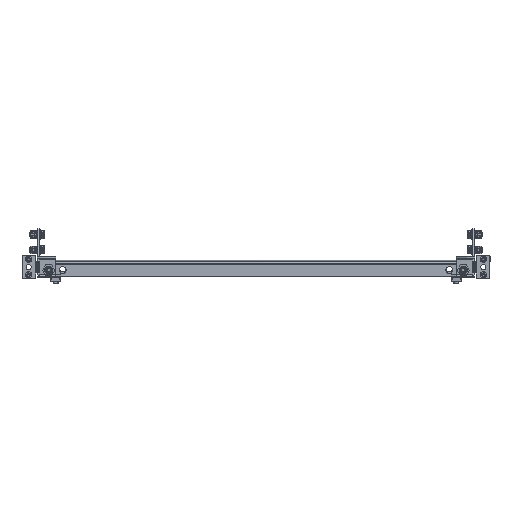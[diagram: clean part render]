
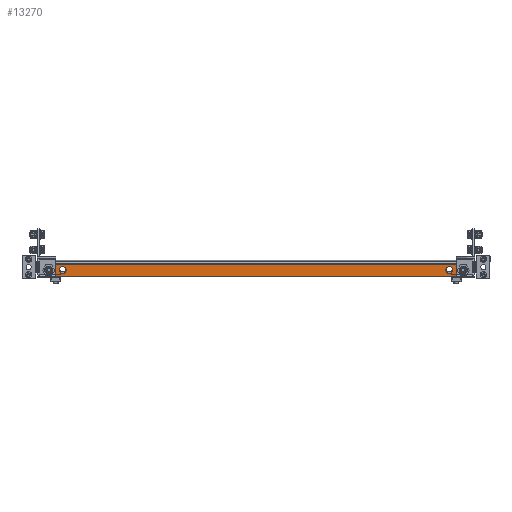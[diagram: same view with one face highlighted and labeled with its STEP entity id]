
A CAD part, front view. The second image highlights one B-rep face of the part: STEP entity #13270.
In plain terms, the highlighted planar face has unit normal (0, -1, -0.002).
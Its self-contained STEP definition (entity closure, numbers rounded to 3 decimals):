
#223 = VERTEX_POINT ( 'NONE', #9599 ) ;
#339 = EDGE_LOOP ( 'NONE', ( #16463, #3942 ) ) ;
#347 = CARTESIAN_POINT ( 'NONE',  ( 347.146, -648., -16. ) ) ;
#362 = EDGE_CURVE ( 'NONE', #16411, #7007, #3694, .T. ) ;
#443 = DIRECTION ( 'NONE',  ( 0., 0., -1. ) ) ;
#710 = CARTESIAN_POINT ( 'NONE',  ( -312.5, -648., -11.5 ) ) ;
#728 = DIRECTION ( 'NONE',  ( 0., 0., -1. ) ) ;
#756 = DIRECTION ( 'NONE',  ( 0., 0., -1. ) ) ;
#768 = DIRECTION ( 'NONE',  ( 1., 0., 0. ) ) ;
#788 = CARTESIAN_POINT ( 'NONE',  ( -349.5, -648., 0. ) ) ;
#862 = CARTESIAN_POINT ( 'NONE',  ( -335., -648., -11.5 ) ) ;
#1120 = EDGE_CURVE ( 'NONE', #12425, #17612, #19658, .T. ) ;
#1315 = VECTOR ( 'NONE', #768, 1000. ) ;
#1362 = DIRECTION ( 'NONE',  ( 0., 1., 0. ) ) ;
#1523 = DIRECTION ( 'NONE',  ( 0., 0., -1. ) ) ;
#1580 = CARTESIAN_POINT ( 'NONE',  ( 312.5, -648., -11.5 ) ) ;
#1743 = CIRCLE ( 'NONE', #11744, 5.5 ) ;
#1895 = CARTESIAN_POINT ( 'NONE',  ( 335., -648., -11.5 ) ) ;
#1904 = CARTESIAN_POINT ( 'NONE',  ( -349.5, -648., -21. ) ) ;
#2046 = ORIENTED_EDGE ( 'NONE', *, *, #19838, .F. ) ;
#2669 = ORIENTED_EDGE ( 'NONE', *, *, #362, .F. ) ;
#2703 = VERTEX_POINT ( 'NONE', #18318 ) ;
#2826 = DIRECTION ( 'NONE',  ( 0., 0., -1. ) ) ;
#3172 = EDGE_CURVE ( 'NONE', #16293, #20619, #15695, .T. ) ;
#3186 = VECTOR ( 'NONE', #2826, 1000. ) ;
#3389 = CIRCLE ( 'NONE', #9978, 5.5 ) ;
#3559 = CARTESIAN_POINT ( 'NONE',  ( 312.5, -648., -17. ) ) ;
#3663 = AXIS2_PLACEMENT_3D ( 'NONE', #14243, #5971, #15741 ) ;
#3694 = CIRCLE ( 'NONE', #9234, 5.5 ) ;
#3942 = ORIENTED_EDGE ( 'NONE', *, *, #3172, .F. ) ;
#4058 = DIRECTION ( 'NONE',  ( 0., 0., 1. ) ) ;
#4381 = DIRECTION ( 'NONE',  ( 0., -1., 0. ) ) ;
#4640 = VERTEX_POINT ( 'NONE', #3559 ) ;
#4853 = CARTESIAN_POINT ( 'NONE',  ( 312.5, -648., -11.5 ) ) ;
#5070 = EDGE_LOOP ( 'NONE', ( #6415, #7257, #6436, #2046, #16599, #17009 ) ) ;
#5343 = DIRECTION ( 'NONE',  ( 0., 0., -1. ) ) ;
#5384 = ORIENTED_EDGE ( 'NONE', *, *, #18675, .F. ) ;
#5476 = DIRECTION ( 'NONE',  ( 0., 0., -1. ) ) ;
#5601 = EDGE_CURVE ( 'NONE', #20619, #16293, #11538, .T. ) ;
#5971 = DIRECTION ( 'NONE',  ( 0., -1., 0. ) ) ;
#6415 = ORIENTED_EDGE ( 'NONE', *, *, #15060, .T. ) ;
#6436 = ORIENTED_EDGE ( 'NONE', *, *, #1120, .F. ) ;
#6823 = FACE_OUTER_BOUND ( 'NONE', #5070, .T. ) ;
#6966 = DIRECTION ( 'NONE',  ( 0., 0., -1. ) ) ;
#7007 = VERTEX_POINT ( 'NONE', #9460 ) ;
#7056 = ORIENTED_EDGE ( 'NONE', *, *, #8026, .T. ) ;
#7240 = CARTESIAN_POINT ( 'NONE',  ( 335., -648., -6. ) ) ;
#7257 = ORIENTED_EDGE ( 'NONE', *, *, #8946, .T. ) ;
#7357 = CARTESIAN_POINT ( 'NONE',  ( 312.5, -648., -6. ) ) ;
#7491 = DIRECTION ( 'NONE',  ( 0., 0., 1. ) ) ;
#7634 = CARTESIAN_POINT ( 'NONE',  ( -312.5, -648., -17. ) ) ;
#7721 = CIRCLE ( 'NONE', #15338, 5.5 ) ;
#7897 = EDGE_LOOP ( 'NONE', ( #5384, #2669 ) ) ;
#8026 = EDGE_CURVE ( 'NONE', #16860, #2703, #9821, .T. ) ;
#8269 = VERTEX_POINT ( 'NONE', #11084 ) ;
#8587 = VERTEX_POINT ( 'NONE', #15329 ) ;
#8844 = DIRECTION ( 'NONE',  ( 0., 0., -1. ) ) ;
#8910 = CARTESIAN_POINT ( 'NONE',  ( -312.5, -648., -11.5 ) ) ;
#8946 = EDGE_CURVE ( 'NONE', #8269, #17612, #14582, .T. ) ;
#9100 = DIRECTION ( 'NONE',  ( 0., 1., 0. ) ) ;
#9234 = AXIS2_PLACEMENT_3D ( 'NONE', #862, #15184, #5476 ) ;
#9460 = CARTESIAN_POINT ( 'NONE',  ( -335., -648., -17. ) ) ;
#9599 = CARTESIAN_POINT ( 'NONE',  ( -347.146, -648., -2. ) ) ;
#9685 = AXIS2_PLACEMENT_3D ( 'NONE', #8910, #15662, #8844 ) ;
#9821 = CIRCLE ( 'NONE', #20082, 5.5 ) ;
#9978 = AXIS2_PLACEMENT_3D ( 'NONE', #1895, #18035, #6966 ) ;
#10067 = EDGE_CURVE ( 'NONE', #14676, #4640, #7721, .T. ) ;
#10147 = CARTESIAN_POINT ( 'NONE',  ( -347.146, -648., 0. ) ) ;
#10552 = CARTESIAN_POINT ( 'NONE',  ( -312.5, -648., -6. ) ) ;
#10714 = CARTESIAN_POINT ( 'NONE',  ( 347.146, -648., 0. ) ) ;
#11084 = CARTESIAN_POINT ( 'NONE',  ( 342.146, -648., -21. ) ) ;
#11103 = EDGE_CURVE ( 'NONE', #19604, #8587, #12756, .T. ) ;
#11538 = CIRCLE ( 'NONE', #18842, 5.5 ) ;
#11562 = CARTESIAN_POINT ( 'NONE',  ( 347.146, -648., -2. ) ) ;
#11735 = CIRCLE ( 'NONE', #19244, 5.5 ) ;
#11744 = AXIS2_PLACEMENT_3D ( 'NONE', #1580, #1362, #14298 ) ;
#12425 = VERTEX_POINT ( 'NONE', #11562 ) ;
#12429 = CARTESIAN_POINT ( 'NONE',  ( -342.146, -648., -16. ) ) ;
#12691 = FACE_BOUND ( 'NONE', #7897, .T. ) ;
#12756 = CIRCLE ( 'NONE', #17411, 5. ) ;
#13270 = ADVANCED_FACE ( 'NONE', ( #19286, #15461, #12691, #19815, #6823 ), #13527, .F. ) ;
#13339 = ORIENTED_EDGE ( 'NONE', *, *, #18645, .T. ) ;
#13527 = PLANE ( 'NONE',  #15001 ) ;
#13641 = VECTOR ( 'NONE', #443, 1000. ) ;
#14167 = LINE ( 'NONE', #1904, #19778 ) ;
#14243 = CARTESIAN_POINT ( 'NONE',  ( 342.146, -648., -16. ) ) ;
#14298 = DIRECTION ( 'NONE',  ( 0., 0., -1. ) ) ;
#14582 = CIRCLE ( 'NONE', #3663, 5. ) ;
#14650 = DIRECTION ( 'NONE',  ( 0., 1., 0. ) ) ;
#14676 = VERTEX_POINT ( 'NONE', #7357 ) ;
#14712 = ORIENTED_EDGE ( 'NONE', *, *, #10067, .T. ) ;
#15001 = AXIS2_PLACEMENT_3D ( 'NONE', #788, #20024, #4058 ) ;
#15021 = CARTESIAN_POINT ( 'NONE',  ( 349.5, -648., -2. ) ) ;
#15060 = EDGE_CURVE ( 'NONE', #8587, #8269, #14167, .T. ) ;
#15100 = CARTESIAN_POINT ( 'NONE',  ( -347.146, -648., -16. ) ) ;
#15118 = EDGE_CURVE ( 'NONE', #223, #19604, #17986, .T. ) ;
#15184 = DIRECTION ( 'NONE',  ( 0., -1., 0. ) ) ;
#15329 = CARTESIAN_POINT ( 'NONE',  ( -342.146, -648., -21. ) ) ;
#15338 = AXIS2_PLACEMENT_3D ( 'NONE', #4853, #14650, #1523 ) ;
#15461 = FACE_BOUND ( 'NONE', #18469, .T. ) ;
#15662 = DIRECTION ( 'NONE',  ( 0., -1., 0. ) ) ;
#15695 = CIRCLE ( 'NONE', #9685, 5.5 ) ;
#15741 = DIRECTION ( 'NONE',  ( 0., 0., 1. ) ) ;
#15875 = DIRECTION ( 'NONE',  ( 0., -1., 0. ) ) ;
#16065 = EDGE_CURVE ( 'NONE', #4640, #14676, #1743, .T. ) ;
#16293 = VERTEX_POINT ( 'NONE', #10552 ) ;
#16411 = VERTEX_POINT ( 'NONE', #20373 ) ;
#16436 = ORIENTED_EDGE ( 'NONE', *, *, #16065, .T. ) ;
#16463 = ORIENTED_EDGE ( 'NONE', *, *, #5601, .F. ) ;
#16538 = DIRECTION ( 'NONE',  ( 0., -1., 0. ) ) ;
#16599 = ORIENTED_EDGE ( 'NONE', *, *, #15118, .T. ) ;
#16752 = DIRECTION ( 'NONE',  ( 1., 0., 0. ) ) ;
#16860 = VERTEX_POINT ( 'NONE', #7240 ) ;
#17009 = ORIENTED_EDGE ( 'NONE', *, *, #11103, .T. ) ;
#17411 = AXIS2_PLACEMENT_3D ( 'NONE', #12429, #4381, #7491 ) ;
#17612 = VERTEX_POINT ( 'NONE', #347 ) ;
#17986 = LINE ( 'NONE', #10147, #13641 ) ;
#18035 = DIRECTION ( 'NONE',  ( 0., 1., 0. ) ) ;
#18318 = CARTESIAN_POINT ( 'NONE',  ( 335., -648., -17. ) ) ;
#18405 = EDGE_LOOP ( 'NONE', ( #13339, #7056 ) ) ;
#18469 = EDGE_LOOP ( 'NONE', ( #16436, #14712 ) ) ;
#18631 = CARTESIAN_POINT ( 'NONE',  ( 335., -648., -11.5 ) ) ;
#18645 = EDGE_CURVE ( 'NONE', #2703, #16860, #3389, .T. ) ;
#18675 = EDGE_CURVE ( 'NONE', #7007, #16411, #11735, .T. ) ;
#18842 = AXIS2_PLACEMENT_3D ( 'NONE', #710, #15875, #728 ) ;
#19075 = LINE ( 'NONE', #15021, #1315 ) ;
#19244 = AXIS2_PLACEMENT_3D ( 'NONE', #19685, #16538, #5343 ) ;
#19286 = FACE_BOUND ( 'NONE', #18405, .T. ) ;
#19604 = VERTEX_POINT ( 'NONE', #15100 ) ;
#19658 = LINE ( 'NONE', #10714, #3186 ) ;
#19685 = CARTESIAN_POINT ( 'NONE',  ( -335., -648., -11.5 ) ) ;
#19778 = VECTOR ( 'NONE', #16752, 1000. ) ;
#19815 = FACE_BOUND ( 'NONE', #339, .T. ) ;
#19838 = EDGE_CURVE ( 'NONE', #223, #12425, #19075, .T. ) ;
#20024 = DIRECTION ( 'NONE',  ( 0., 1., 0. ) ) ;
#20082 = AXIS2_PLACEMENT_3D ( 'NONE', #18631, #9100, #756 ) ;
#20373 = CARTESIAN_POINT ( 'NONE',  ( -335., -648., -6. ) ) ;
#20619 = VERTEX_POINT ( 'NONE', #7634 ) ;
